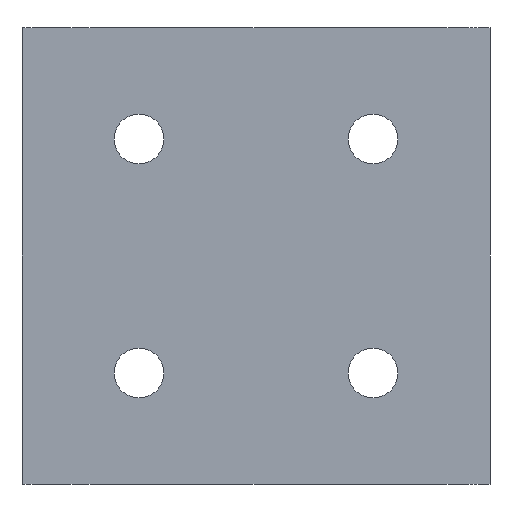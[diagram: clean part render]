
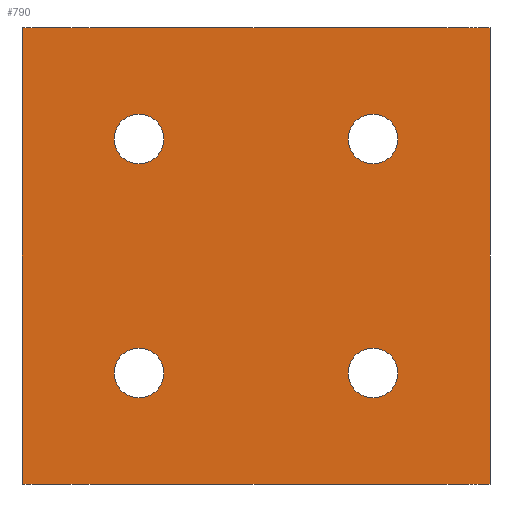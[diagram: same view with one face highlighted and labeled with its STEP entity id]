
A CAD part, left-side view. The second image highlights one B-rep face of the part: STEP entity #790.
In plain terms, the highlighted planar face has unit normal (-1, 0, 0).
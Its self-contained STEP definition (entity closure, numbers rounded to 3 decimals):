
#39=FACE_BOUND('',#194,.T.);
#40=FACE_BOUND('',#195,.T.);
#41=FACE_BOUND('',#196,.T.);
#42=FACE_BOUND('',#197,.T.);
#73=CIRCLE('',#883,4.25);
#74=CIRCLE('',#884,4.25);
#75=CIRCLE('',#885,4.25);
#76=CIRCLE('',#886,4.25);
#140=FACE_OUTER_BOUND('',#193,.T.);
#193=EDGE_LOOP('',(#592,#593,#594,#595));
#194=EDGE_LOOP('',(#596));
#195=EDGE_LOOP('',(#597));
#196=EDGE_LOOP('',(#598));
#197=EDGE_LOOP('',(#599));
#267=LINE('',#1323,#318);
#269=LINE('',#1327,#320);
#270=LINE('',#1329,#321);
#271=LINE('',#1330,#322);
#318=VECTOR('',#1052,78.);
#320=VECTOR('',#1056,80.);
#321=VECTOR('',#1057,78.);
#322=VECTOR('',#1058,80.);
#379=VERTEX_POINT('',#1320);
#380=VERTEX_POINT('',#1322);
#381=VERTEX_POINT('',#1326);
#382=VERTEX_POINT('',#1328);
#383=VERTEX_POINT('',#1331);
#384=VERTEX_POINT('',#1333);
#385=VERTEX_POINT('',#1335);
#386=VERTEX_POINT('',#1337);
#465=EDGE_CURVE('',#379,#380,#267,.T.);
#467=EDGE_CURVE('',#381,#379,#269,.T.);
#468=EDGE_CURVE('',#381,#382,#270,.T.);
#469=EDGE_CURVE('',#380,#382,#271,.T.);
#470=EDGE_CURVE('',#383,#383,#73,.T.);
#471=EDGE_CURVE('',#384,#384,#74,.T.);
#472=EDGE_CURVE('',#385,#385,#75,.T.);
#473=EDGE_CURVE('',#386,#386,#76,.T.);
#592=ORIENTED_EDGE('',*,*,#465,.F.);
#593=ORIENTED_EDGE('',*,*,#467,.F.);
#594=ORIENTED_EDGE('',*,*,#468,.T.);
#595=ORIENTED_EDGE('',*,*,#469,.F.);
#596=ORIENTED_EDGE('',*,*,#470,.T.);
#597=ORIENTED_EDGE('',*,*,#471,.T.);
#598=ORIENTED_EDGE('',*,*,#472,.T.);
#599=ORIENTED_EDGE('',*,*,#473,.T.);
#764=PLANE('',#882);
#790=ADVANCED_FACE('',(#140,#39,#40,#41,#42),#764,.T.);
#882=AXIS2_PLACEMENT_3D('',#1325,#1054,#1055);
#883=AXIS2_PLACEMENT_3D('',#1332,#1059,#1060);
#884=AXIS2_PLACEMENT_3D('',#1334,#1061,#1062);
#885=AXIS2_PLACEMENT_3D('',#1336,#1063,#1064);
#886=AXIS2_PLACEMENT_3D('',#1338,#1065,#1066);
#1052=DIRECTION('',(0.,0.,1.));
#1054=DIRECTION('center_axis',(-1.,0.,0.));
#1055=DIRECTION('ref_axis',(0.,0.,1.));
#1056=DIRECTION('',(0.,1.,0.));
#1057=DIRECTION('',(0.,0.,1.));
#1058=DIRECTION('',(0.,-1.,0.));
#1059=DIRECTION('center_axis',(1.,0.,0.));
#1060=DIRECTION('ref_axis',(0.,-1.,0.));
#1061=DIRECTION('center_axis',(1.,0.,0.));
#1062=DIRECTION('ref_axis',(0.,-1.,0.));
#1063=DIRECTION('center_axis',(1.,0.,0.));
#1064=DIRECTION('ref_axis',(0.,-1.,0.));
#1065=DIRECTION('center_axis',(1.,0.,0.));
#1066=DIRECTION('ref_axis',(0.,-1.,0.));
#1320=CARTESIAN_POINT('',(0.,80.,-39.));
#1322=CARTESIAN_POINT('',(0.,80.,39.));
#1323=CARTESIAN_POINT('',(0.,80.,-39.));
#1325=CARTESIAN_POINT('Origin',(0.,80.,-79.));
#1326=CARTESIAN_POINT('',(0.,0.,-39.));
#1327=CARTESIAN_POINT('',(0.,0.,-39.));
#1328=CARTESIAN_POINT('',(0.,0.,39.));
#1329=CARTESIAN_POINT('',(0.,0.,-39.));
#1330=CARTESIAN_POINT('',(0.,80.,39.));
#1331=CARTESIAN_POINT('',(0.,24.25,20.));
#1332=CARTESIAN_POINT('Origin',(0.,20.,20.));
#1333=CARTESIAN_POINT('',(0.,24.25,-20.));
#1334=CARTESIAN_POINT('Origin',(0.,20.,-20.));
#1335=CARTESIAN_POINT('',(0.,64.25,20.));
#1336=CARTESIAN_POINT('Origin',(0.,60.,20.));
#1337=CARTESIAN_POINT('',(0.,64.25,-20.));
#1338=CARTESIAN_POINT('Origin',(0.,60.,-20.));
